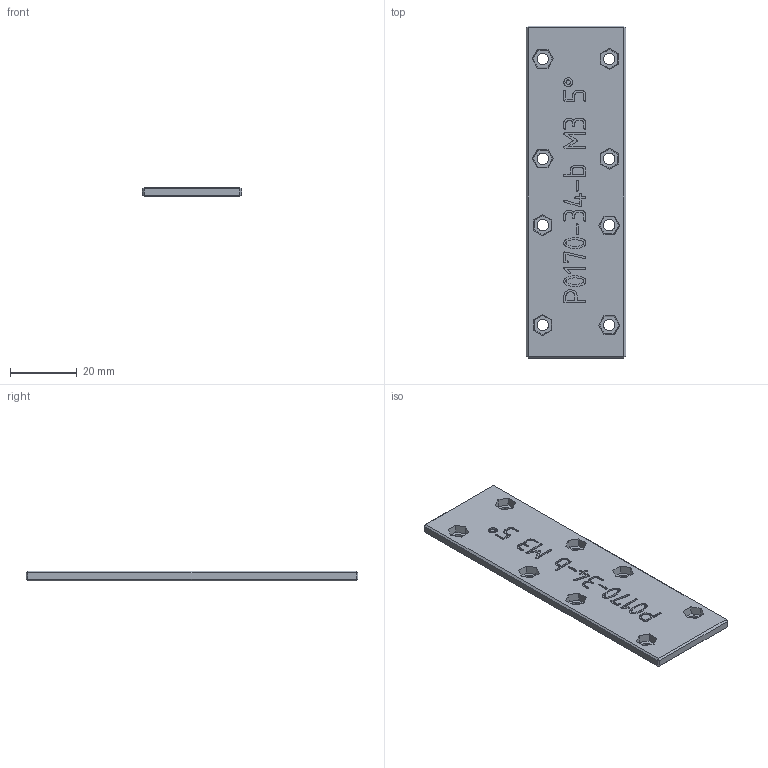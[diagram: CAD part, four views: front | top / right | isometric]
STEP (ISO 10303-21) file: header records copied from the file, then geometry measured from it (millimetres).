
FILE_DESCRIPTION(('FreeCAD Model'),'2;1');
FILE_NAME('Open CASCADE Shape Model','2023-10-15T11:03:28',(''),(''), 'Open CASCADE STEP processor 7.6','FreeCAD','Unknown');
FILE_SCHEMA(('AUTOMOTIVE_DESIGN { 1 0 10303 214 1 1 1 1 }'));
Length unit declared in the file: millimetre
Products named in the file (1): P0170-34-b_Geradverbinder
Bounding box: 29.8 x 99.8 x 3 mm (x, y, z)
Volume: 8296.8 mm3; surface area: 6958.2 mm2
Topology: 1 solids, 1 shells, 366 faces, 987 edges, 650 vertices
Faces by surface type: extrusion 203, plane 107, bspline 48, cylinder 8
Full cylindrical faces by diameter (mm): 3.4 x8
Entity records: 24434 total; most frequent: CARTESIAN_POINT 6296, DIRECTION 2496, VECTOR 2224, LINE 2021, ORIENTED_EDGE 1974, PCURVE 1974, DEFINITIONAL_REPRESENTATION 1974, B_SPLINE_CURVE_WITH_KNOTS 1111
